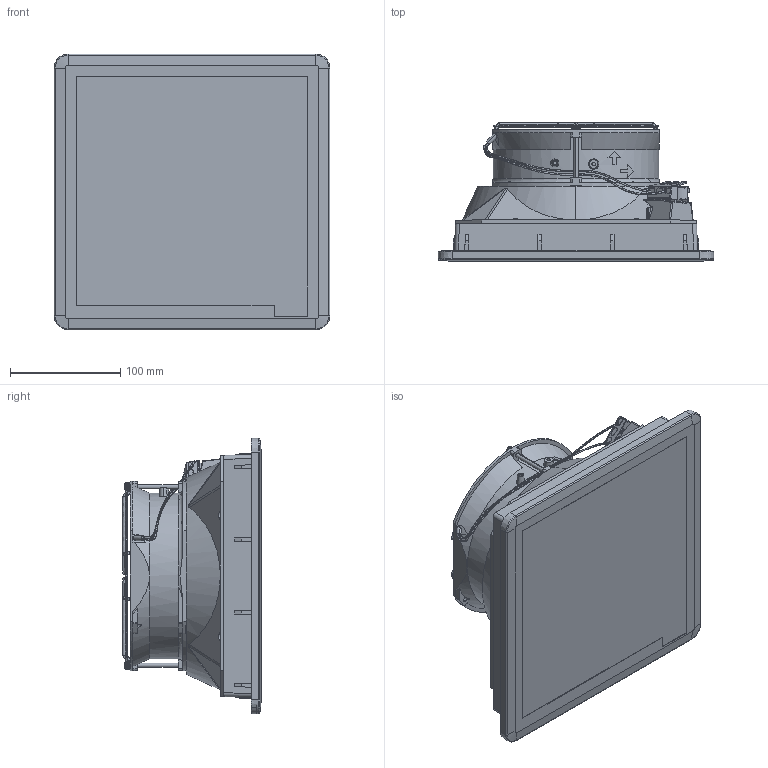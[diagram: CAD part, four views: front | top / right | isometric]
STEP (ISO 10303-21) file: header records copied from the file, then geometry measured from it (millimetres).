
FILE_DESCRIPTION (( 'STEP AP214' ), '1' );
FILE_NAME ('FF15DxxyF (p.c.).STEP', '2022-03-02T19:37:32', ( '' ), ( '' ), 'SwSTEP 2.0', 'SolidWorks 2021', '' );
FILE_SCHEMA (( 'AUTOMOTIVE_DESIGN' ));
Length unit declared in the file: inch
Products named in the file (1): FF15DxxyF (p.c.)
Bounding box: 250.12 x 125.25 x 250.11 mm (x, y, z)
Volume: 3827290.4 mm3; surface area: 238276.1 mm2
Topology: 5 solids, 5 shells, 1218 faces, 3444 edges, 2246 vertices
Faces by surface type: plane 543, cylinder 290, torus 229, bspline 101, cone 35, sphere 20
Entity records: 61642 total; most frequent: CARTESIAN_POINT 31920, ORIENTED_EDGE 6870, DIRECTION 5262, EDGE_CURVE 3435, VERTEX_POINT 2242, AXIS2_PLACEMENT_3D 1890, VECTOR 1482, LINE 1482
